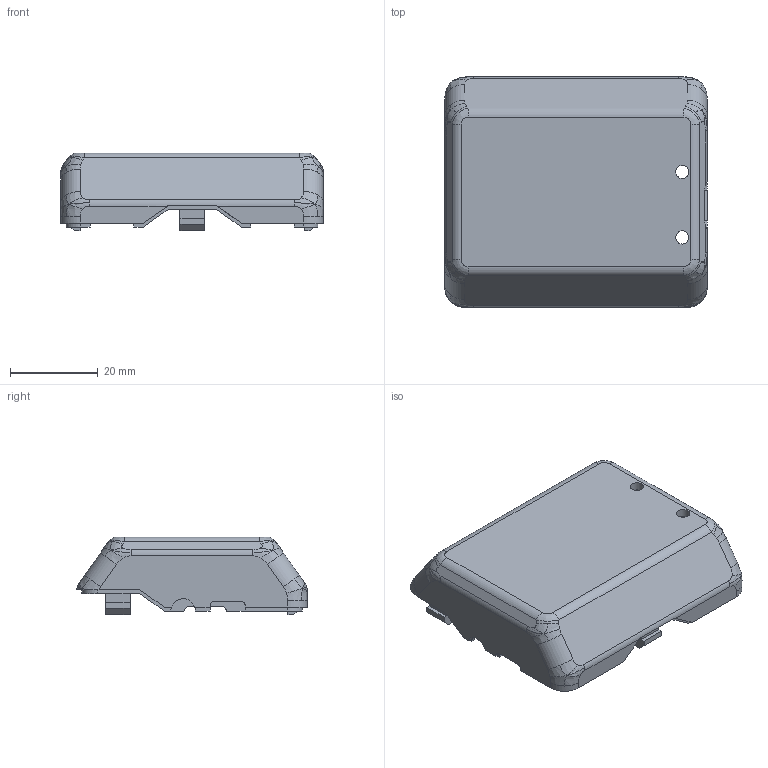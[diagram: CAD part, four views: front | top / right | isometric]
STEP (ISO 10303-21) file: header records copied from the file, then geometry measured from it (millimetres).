
FILE_DESCRIPTION(/* description */ (''),/* implementation_level */ '2;1');
FILE_NAME(/* name */ 'topitop.step',/* time_stamp */ '2024-02-21T13:46:47+01:00',/* author */ (''),/* organization */ (''),/* preprocessor_version */ 'ST-DEVELOPER v20',/* originating_system */ 'Autodesk Translation Framework v12.20.1.177',/* authorisation */ '');
FILE_SCHEMA (('AUTOMOTIVE_DESIGN { 1 0 10303 214 3 1 1 }'));
Length unit declared in the file: millimetre
Products named in the file (1): Enclosure HapTID
Bounding box: 59.97 x 52.67 x 17.8 mm (x, y, z)
Volume: 9989.4 mm3; surface area: 10672.8 mm2
Topology: 1 solids, 1 shells, 260 faces, 709 edges, 449 vertices
Faces by surface type: bspline 109, plane 94, cylinder 51, cone 6
Full cylindrical faces by diameter (mm): 3.018 x2
Entity records: 18793 total; most frequent: CARTESIAN_POINT 12798, ORIENTED_EDGE 1416, DIRECTION 985, EDGE_CURVE 708, VERTEX_POINT 449, AXIS2_PLACEMENT_3D 330, LINE 325, VECTOR 325
